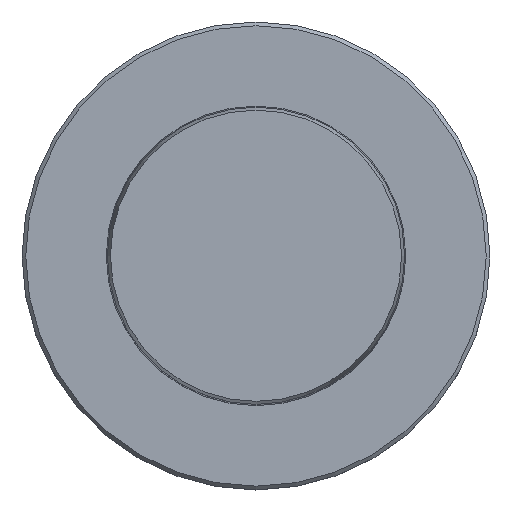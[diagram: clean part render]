
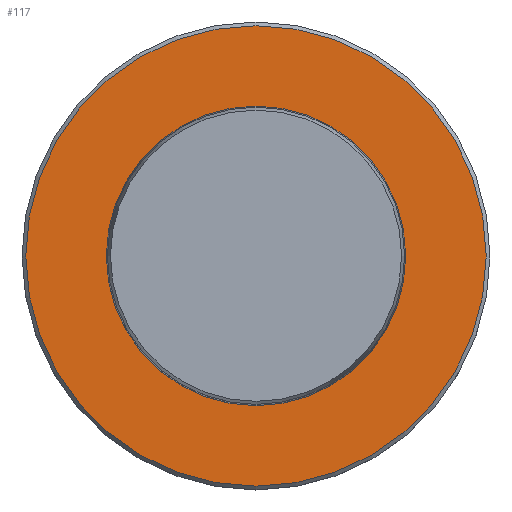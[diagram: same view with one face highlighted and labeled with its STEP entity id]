
A CAD part, top view. The second image highlights one B-rep face of the part: STEP entity #117.
In plain terms, the highlighted planar face has unit normal (0, 0, 1).
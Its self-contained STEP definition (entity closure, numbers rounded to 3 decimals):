
#92=PLANE('',#378);
#117=ADVANCED_FACE('CU_VLE_LO_SU_1',(#152,#153),#92,.T.);
#152=FACE_BOUND('',#185,.T.);
#153=FACE_BOUND('',#186,.T.);
#185=EDGE_LOOP('',(#219));
#186=EDGE_LOOP('',(#220));
#219=ORIENTED_EDGE('',*,*,#260,.T.);
#220=ORIENTED_EDGE('',*,*,#259,.F.);
#242=VERTEX_POINT('',#536);
#243=VERTEX_POINT('',#539);
#259=EDGE_CURVE('',#242,#242,#276,.T.);
#260=EDGE_CURVE('',#243,#243,#277,.T.);
#276=CIRCLE('',#375,19.998);
#277=CIRCLE('',#377,30.75);
#375=AXIS2_PLACEMENT_3D('',#535,#449,#450);
#377=AXIS2_PLACEMENT_3D('',#538,#453,#454);
#378=AXIS2_PLACEMENT_3D('',#540,#455,#456);
#449=DIRECTION('',(0.,0.,1.));
#450=DIRECTION('',(1.,0.,0.));
#453=DIRECTION('',(0.,0.,1.));
#454=DIRECTION('',(1.,0.,0.));
#455=DIRECTION('',(0.,0.,1.));
#456=DIRECTION('',(1.,0.,0.));
#535=CARTESIAN_POINT('',(0.,0.,0.));
#536=CARTESIAN_POINT('',(19.998,0.,0.));
#538=CARTESIAN_POINT('',(0.,0.,0.));
#539=CARTESIAN_POINT('',(30.75,0.,0.));
#540=CARTESIAN_POINT('',(0.,22.,0.));
